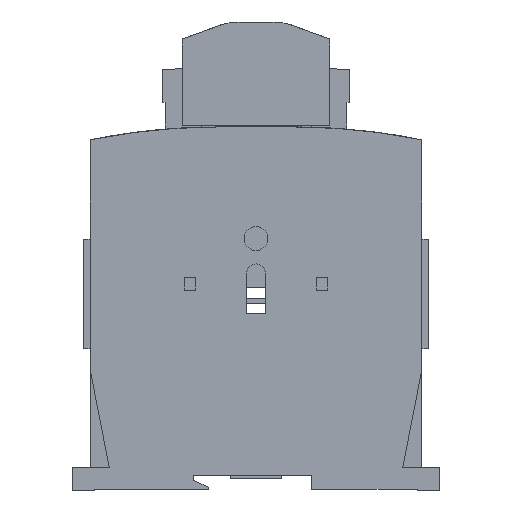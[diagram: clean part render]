
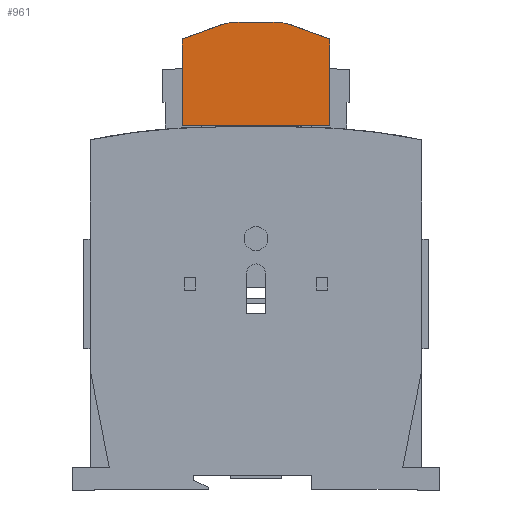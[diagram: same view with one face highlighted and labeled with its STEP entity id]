
A CAD part, left-side view. The second image highlights one B-rep face of the part: STEP entity #961.
In plain terms, the highlighted planar face has unit normal (-1, 0, 0).
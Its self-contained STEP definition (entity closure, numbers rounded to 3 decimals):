
#961 = ADVANCED_FACE( '', ( #2742 ), #2743, .F. );
#2742 = FACE_OUTER_BOUND( '', #4523, .T. );
#2743 = PLANE( '', #4524 );
#4523 = EDGE_LOOP( '', ( #11679, #11680, #11681, #11682, #11683, #11684, #11685, #11686 ) );
#4524 = AXIS2_PLACEMENT_3D( '', #11687, #11688, #11689 );
#11679 = ORIENTED_EDGE( '', *, *, #13704, .F. );
#11680 = ORIENTED_EDGE( '', *, *, #13831, .F. );
#11681 = ORIENTED_EDGE( '', *, *, #13395, .F. );
#11682 = ORIENTED_EDGE( '', *, *, #13417, .F. );
#11683 = ORIENTED_EDGE( '', *, *, #14013, .F. );
#11684 = ORIENTED_EDGE( '', *, *, #13428, .F. );
#11685 = ORIENTED_EDGE( '', *, *, #13452, .F. );
#11686 = ORIENTED_EDGE( '', *, *, #13846, .F. );
#11687 = CARTESIAN_POINT( '', ( 0.4, 0., 109.5 ) );
#11688 = DIRECTION( '', ( 1., 0., 0. ) );
#11689 = DIRECTION( '', ( 0., 0., -1. ) );
#13395 = EDGE_CURVE( '', #16858, #16860, #16861, .T. );
#13417 = EDGE_CURVE( '', #16901, #16858, #16903, .T. );
#13428 = EDGE_CURVE( '', #16921, #16923, #16924, .T. );
#13452 = EDGE_CURVE( '', #16966, #16921, #16968, .T. );
#13704 = EDGE_CURVE( '', #17400, #17402, #17403, .T. );
#13831 = EDGE_CURVE( '', #16860, #17400, #17602, .T. );
#13846 = EDGE_CURVE( '', #17402, #16966, #17617, .T. );
#14013 = EDGE_CURVE( '', #16923, #16901, #17883, .T. );
#16858 = VERTEX_POINT( '', #22789 );
#16860 = VERTEX_POINT( '', #22792 );
#16861 = LINE( '', #22793, #22794 );
#16901 = VERTEX_POINT( '', #22853 );
#16903 = CIRCLE( '', #22856, 18. );
#16921 = VERTEX_POINT( '', #22961 );
#16923 = VERTEX_POINT( '', #22964 );
#16924 = CIRCLE( '', #22965, 18. );
#16966 = VERTEX_POINT( '', #23026 );
#16968 = LINE( '', #23029, #23030 );
#17400 = VERTEX_POINT( '', #23705 );
#17402 = VERTEX_POINT( '', #23708 );
#17403 = LINE( '', #23709, #23710 );
#17602 = LINE( '', #24035, #24036 );
#17617 = LINE( '', #24065, #24066 );
#17883 = LINE( '', #24473, #24474 );
#22789 = CARTESIAN_POINT( '', ( 0.4, -11.482, 140.914 ) );
#22792 = CARTESIAN_POINT( '', ( 0.4, -23.1, 136.686 ) );
#22793 = CARTESIAN_POINT( '', ( 0.4, -11.482, 140.914 ) );
#22794 = VECTOR( '', #26692, 1. );
#22853 = CARTESIAN_POINT( '', ( 0.4, -5.326, 142. ) );
#22856 = AXIS2_PLACEMENT_3D( '', #26716, #26717, #26718 );
#22961 = CARTESIAN_POINT( '', ( 0.4, 11.482, 140.914 ) );
#22964 = CARTESIAN_POINT( '', ( 0.4, 5.326, 142. ) );
#22965 = AXIS2_PLACEMENT_3D( '', #26729, #26730, #26731 );
#23026 = CARTESIAN_POINT( '', ( 0.4, 23.1, 136.686 ) );
#23029 = CARTESIAN_POINT( '', ( 0.4, 23.1, 136.686 ) );
#23030 = VECTOR( '', #26761, 1. );
#23705 = CARTESIAN_POINT( '', ( 0.4, -23.1, 109.5 ) );
#23708 = CARTESIAN_POINT( '', ( 0.4, 23.1, 109.5 ) );
#23709 = CARTESIAN_POINT( '', ( 0.4, -23.1, 109.5 ) );
#23710 = VECTOR( '', #27027, 1. );
#24035 = CARTESIAN_POINT( '', ( 0.4, -23.1, 136.686 ) );
#24036 = VECTOR( '', #27154, 1. );
#24065 = CARTESIAN_POINT( '', ( 0.4, 23.1, 109.5 ) );
#24066 = VECTOR( '', #27169, 1. );
#24473 = CARTESIAN_POINT( '', ( 0.4, 5.326, 142. ) );
#24474 = VECTOR( '', #27386, 1. );
#26692 = DIRECTION( '', ( 0., -0.94, -0.342 ) );
#26716 = CARTESIAN_POINT( '', ( 0.4, -5.326, 124. ) );
#26717 = DIRECTION( '', ( 1., 0., 0. ) );
#26718 = DIRECTION( '', ( 0., 0., 1. ) );
#26729 = CARTESIAN_POINT( '', ( 0.4, 5.326, 124. ) );
#26730 = DIRECTION( '', ( 1., 0., 0. ) );
#26731 = DIRECTION( '', ( 0., 0.342, 0.94 ) );
#26761 = DIRECTION( '', ( 0., -0.94, 0.342 ) );
#27027 = DIRECTION( '', ( 0., 1., 0. ) );
#27154 = DIRECTION( '', ( 0., 0., -1. ) );
#27169 = DIRECTION( '', ( 0., 0., 1. ) );
#27386 = DIRECTION( '', ( 0., -1., 0. ) );
